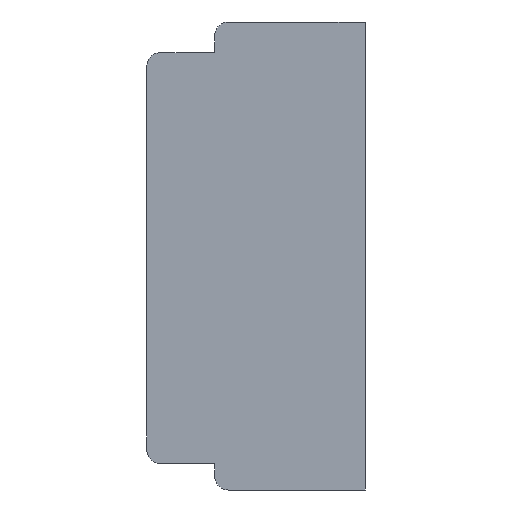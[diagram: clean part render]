
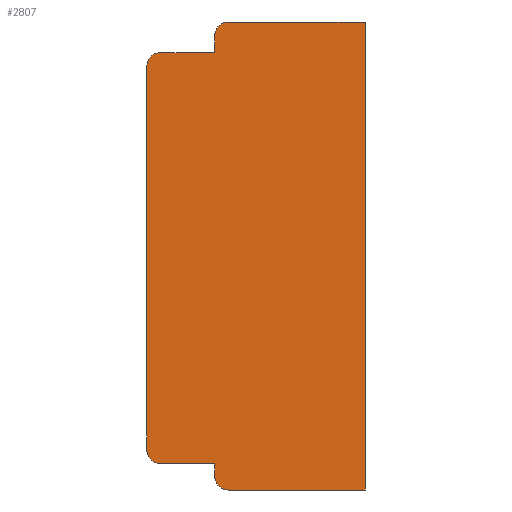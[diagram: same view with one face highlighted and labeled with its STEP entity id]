
A CAD part, left-side view. The second image highlights one B-rep face of the part: STEP entity #2807.
In plain terms, the highlighted planar face has unit normal (-1, 0, 0).
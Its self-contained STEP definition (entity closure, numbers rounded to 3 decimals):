
#31=PLANE('',#3002);
#175=FACE_OUTER_BOUND('',#327,.T.);
#327=EDGE_LOOP('',(#2051,#2052,#2053,#2054,#2055,#2056,#2057,#2058,#2059,
#2060,#2061,#2062,#2063,#2064));
#474=LINE('',#3972,#850);
#498=LINE('',#4050,#874);
#499=LINE('',#4052,#875);
#500=LINE('',#4053,#876);
#501=LINE('',#4057,#877);
#502=LINE('',#4059,#878);
#503=LINE('',#4063,#879);
#504=LINE('',#4065,#880);
#505=LINE('',#4067,#881);
#506=LINE('',#4068,#882);
#850=VECTOR('',#3222,10.);
#874=VECTOR('',#3290,10.);
#875=VECTOR('',#3291,10.);
#876=VECTOR('',#3292,10.);
#877=VECTOR('',#3295,10.);
#878=VECTOR('',#3296,10.);
#879=VECTOR('',#3299,10.);
#880=VECTOR('',#3300,10.);
#881=VECTOR('',#3301,10.);
#882=VECTOR('',#3302,10.);
#1237=CIRCLE('',#2997,2.);
#1240=CIRCLE('',#3001,2.);
#1241=CIRCLE('',#3003,2.);
#1242=CIRCLE('',#3004,2.);
#1272=VERTEX_POINT('',#3969);
#1273=VERTEX_POINT('',#3971);
#1299=VERTEX_POINT('',#4034);
#1303=VERTEX_POINT('',#4043);
#1304=VERTEX_POINT('',#4045);
#1305=VERTEX_POINT('',#4049);
#1306=VERTEX_POINT('',#4051);
#1307=VERTEX_POINT('',#4054);
#1308=VERTEX_POINT('',#4056);
#1309=VERTEX_POINT('',#4058);
#1310=VERTEX_POINT('',#4060);
#1311=VERTEX_POINT('',#4062);
#1312=VERTEX_POINT('',#4064);
#1313=VERTEX_POINT('',#4066);
#1556=EDGE_CURVE('',#1273,#1272,#474,.T.);
#1587=EDGE_CURVE('',#1299,#1273,#1237,.T.);
#1592=EDGE_CURVE('',#1303,#1304,#1240,.T.);
#1594=EDGE_CURVE('',#1303,#1305,#498,.T.);
#1595=EDGE_CURVE('',#1305,#1306,#499,.T.);
#1596=EDGE_CURVE('',#1306,#1299,#500,.T.);
#1597=EDGE_CURVE('',#1272,#1307,#1241,.T.);
#1598=EDGE_CURVE('',#1307,#1308,#501,.T.);
#1599=EDGE_CURVE('',#1308,#1309,#502,.T.);
#1600=EDGE_CURVE('',#1310,#1309,#1242,.T.);
#1601=EDGE_CURVE('',#1310,#1311,#503,.F.);
#1602=EDGE_CURVE('',#1311,#1312,#504,.T.);
#1603=EDGE_CURVE('',#1312,#1313,#505,.T.);
#1604=EDGE_CURVE('',#1313,#1304,#506,.F.);
#2051=ORIENTED_EDGE('',*,*,#1592,.F.);
#2052=ORIENTED_EDGE('',*,*,#1594,.T.);
#2053=ORIENTED_EDGE('',*,*,#1595,.T.);
#2054=ORIENTED_EDGE('',*,*,#1596,.T.);
#2055=ORIENTED_EDGE('',*,*,#1587,.T.);
#2056=ORIENTED_EDGE('',*,*,#1556,.T.);
#2057=ORIENTED_EDGE('',*,*,#1597,.T.);
#2058=ORIENTED_EDGE('',*,*,#1598,.T.);
#2059=ORIENTED_EDGE('',*,*,#1599,.T.);
#2060=ORIENTED_EDGE('',*,*,#1600,.F.);
#2061=ORIENTED_EDGE('',*,*,#1601,.T.);
#2062=ORIENTED_EDGE('',*,*,#1602,.T.);
#2063=ORIENTED_EDGE('',*,*,#1603,.T.);
#2064=ORIENTED_EDGE('',*,*,#1604,.T.);
#2807=ADVANCED_FACE('',(#175),#31,.T.);
#2997=AXIS2_PLACEMENT_3D('',#4035,#3275,#3276);
#3001=AXIS2_PLACEMENT_3D('',#4046,#3285,#3286);
#3002=AXIS2_PLACEMENT_3D('',#4048,#3288,#3289);
#3003=AXIS2_PLACEMENT_3D('',#4055,#3293,#3294);
#3004=AXIS2_PLACEMENT_3D('',#4061,#3297,#3298);
#3222=DIRECTION('',(0.,0.,-1.));
#3275=DIRECTION('center_axis',(-1.,0.,0.));
#3276=DIRECTION('ref_axis',(0.,0.707,0.707));
#3285=DIRECTION('center_axis',(1.,0.,0.));
#3286=DIRECTION('ref_axis',(0.,0.707,0.707));
#3288=DIRECTION('center_axis',(-1.,0.,0.));
#3289=DIRECTION('ref_axis',(0.,0.,1.));
#3290=DIRECTION('',(0.,0.,-1.));
#3291=DIRECTION('',(0.,1.,0.));
#3292=DIRECTION('',(0.,1.,0.));
#3293=DIRECTION('center_axis',(-1.,0.,0.));
#3294=DIRECTION('ref_axis',(0.,0.707,-0.707));
#3295=DIRECTION('',(0.,-1.,0.));
#3296=DIRECTION('',(0.,0.,-1.));
#3297=DIRECTION('center_axis',(1.,0.,0.));
#3298=DIRECTION('ref_axis',(0.,0.707,-0.707));
#3299=DIRECTION('',(0.,1.,0.));
#3300=DIRECTION('',(0.,0.,1.));
#3301=DIRECTION('',(0.,0.,1.));
#3302=DIRECTION('',(0.,-1.,0.));
#3969=CARTESIAN_POINT('',(-47.495,-54.155,-17.748));
#3971=CARTESIAN_POINT('',(-47.495,-54.155,38.232));
#3972=CARTESIAN_POINT('',(-47.495,-54.155,25.237));
#4034=CARTESIAN_POINT('',(-47.495,-56.155,40.232));
#4035=CARTESIAN_POINT('Origin',(-47.495,-56.155,38.232));
#4043=CARTESIAN_POINT('',(-47.495,-64.056,42.7));
#4045=CARTESIAN_POINT('',(-47.495,-66.056,44.7));
#4046=CARTESIAN_POINT('Origin',(-47.495,-66.056,42.7));
#4048=CARTESIAN_POINT('Origin',(-47.495,-56.556,10.242));
#4049=CARTESIAN_POINT('',(-47.495,-64.056,40.232));
#4050=CARTESIAN_POINT('',(-47.495,-64.056,26.987));
#4051=CARTESIAN_POINT('',(-47.495,-60.213,40.232));
#4052=CARTESIAN_POINT('',(-47.495,-59.406,40.232));
#4053=CARTESIAN_POINT('',(-47.495,-78.654,40.232));
#4054=CARTESIAN_POINT('',(-47.495,-56.155,-19.748));
#4055=CARTESIAN_POINT('Origin',(-47.495,-56.155,-17.748));
#4056=CARTESIAN_POINT('',(-47.495,-64.056,-19.748));
#4057=CARTESIAN_POINT('',(-47.495,-39.106,-19.748));
#4058=CARTESIAN_POINT('',(-47.495,-64.056,-21.58));
#4059=CARTESIAN_POINT('',(-47.495,-64.056,-4.753));
#4060=CARTESIAN_POINT('',(-47.495,-66.056,-23.58));
#4061=CARTESIAN_POINT('Origin',(-47.495,-66.056,-21.58));
#4062=CARTESIAN_POINT('',(-47.495,-86.,-23.58));
#4063=CARTESIAN_POINT('',(-47.495,-67.279,-23.58));
#4064=CARTESIAN_POINT('',(-47.495,-86.,43.332));
#4065=CARTESIAN_POINT('',(-47.495,-86.,-4.46));
#4066=CARTESIAN_POINT('',(-47.495,-86.,44.7));
#4067=CARTESIAN_POINT('',(-47.495,-86.,26.787));
#4068=CARTESIAN_POINT('',(-47.495,-71.306,44.7));
